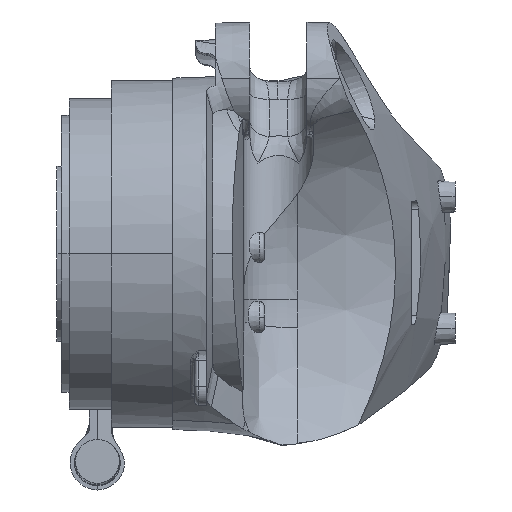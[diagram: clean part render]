
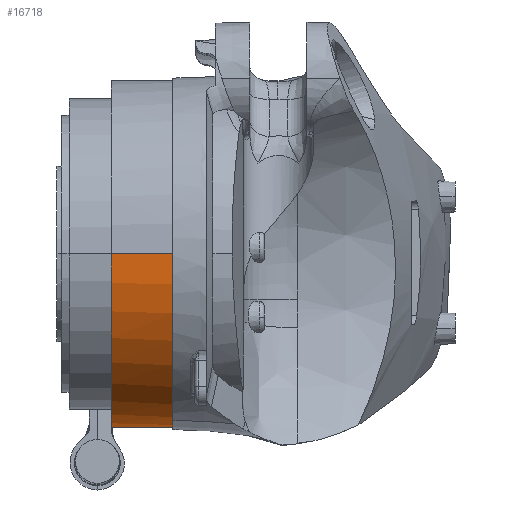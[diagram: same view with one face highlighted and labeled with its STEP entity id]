
A CAD part, left-side view. The second image highlights one B-rep face of the part: STEP entity #16718.
In plain terms, the highlighted cylindrical face has radius 197.5 mm (diameter 395 mm), a partial arc.
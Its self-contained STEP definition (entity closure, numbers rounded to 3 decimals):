
#110 = DIRECTION ( 'NONE',  ( -1., 0., 0. ) ) ;
#1768 = CIRCLE ( 'NONE', #22310, 197.5 ) ;
#2698 = CARTESIAN_POINT ( 'NONE',  ( -108.075, -122., 1269.726 ) ) ;
#2978 = DIRECTION ( 'NONE',  ( -1., 0., 0. ) ) ;
#3040 = CIRCLE ( 'NONE', #18352, 197.5 ) ;
#3053 = VERTEX_POINT ( 'NONE', #24696 ) ;
#3205 = CYLINDRICAL_SURFACE ( 'NONE', #24756, 197.5 ) ;
#3758 = AXIS2_PLACEMENT_3D ( 'NONE', #5304, #10917, #2978 ) ;
#3992 = ORIENTED_EDGE ( 'NONE', *, *, #14632, .F. ) ;
#4566 = VERTEX_POINT ( 'NONE', #16451 ) ;
#5122 = DIRECTION ( 'NONE',  ( 0., 1., 0. ) ) ;
#5304 = CARTESIAN_POINT ( 'NONE',  ( 89.425, -122., 1269.726 ) ) ;
#6543 = DIRECTION ( 'NONE',  ( -1., 0., 0. ) ) ;
#7667 = ORIENTED_EDGE ( 'NONE', *, *, #8460, .T. ) ;
#8273 = EDGE_CURVE ( 'NONE', #12363, #4566, #23097, .T. ) ;
#8460 = EDGE_CURVE ( 'NONE', #12736, #4566, #1768, .T. ) ;
#8519 = CARTESIAN_POINT ( 'NONE',  ( -108.075, -122., 1269.726 ) ) ;
#9999 = VERTEX_POINT ( 'NONE', #2698 ) ;
#10438 = CARTESIAN_POINT ( 'NONE',  ( 79.238, -52., 1072.489 ) ) ;
#10917 = DIRECTION ( 'NONE',  ( 0., -1., 0. ) ) ;
#10923 = VECTOR ( 'NONE', #18718, 1000. ) ;
#11822 = EDGE_LOOP ( 'NONE', ( #3992, #16553, #25455, #7667, #15851 ) ) ;
#12363 = VERTEX_POINT ( 'NONE', #12578 ) ;
#12578 = CARTESIAN_POINT ( 'NONE',  ( 286.925, -122., 1269.726 ) ) ;
#12736 = VERTEX_POINT ( 'NONE', #10438 ) ;
#13465 = FACE_OUTER_BOUND ( 'NONE', #11822, .T. ) ;
#14632 = EDGE_CURVE ( 'NONE', #9999, #12363, #21669, .T. ) ;
#14730 = VECTOR ( 'NONE', #25230, 1000. ) ;
#15022 = CARTESIAN_POINT ( 'NONE',  ( 89.425, -52., 1269.726 ) ) ;
#15851 = ORIENTED_EDGE ( 'NONE', *, *, #8273, .F. ) ;
#16451 = CARTESIAN_POINT ( 'NONE',  ( 286.925, -52., 1269.726 ) ) ;
#16553 = ORIENTED_EDGE ( 'NONE', *, *, #26611, .T. ) ;
#16718 = ADVANCED_FACE ( 'NONE', ( #13465 ), #3205, .T. ) ;
#16931 = CARTESIAN_POINT ( 'NONE',  ( 286.925, -122., 1269.726 ) ) ;
#18352 = AXIS2_PLACEMENT_3D ( 'NONE', #15022, #22844, #6543 ) ;
#18718 = DIRECTION ( 'NONE',  ( 0., 1., 0. ) ) ;
#20789 = EDGE_CURVE ( 'NONE', #3053, #12736, #3040, .T. ) ;
#21240 = LINE ( 'NONE', #8519, #14730 ) ;
#21669 = CIRCLE ( 'NONE', #3758, 197.5 ) ;
#22310 = AXIS2_PLACEMENT_3D ( 'NONE', #22834, #27092, #110 ) ;
#22834 = CARTESIAN_POINT ( 'NONE',  ( 89.425, -52., 1269.726 ) ) ;
#22844 = DIRECTION ( 'NONE',  ( 0., -1., 0. ) ) ;
#23097 = LINE ( 'NONE', #16931, #10923 ) ;
#23879 = CARTESIAN_POINT ( 'NONE',  ( 89.425, -122., 1269.726 ) ) ;
#24696 = CARTESIAN_POINT ( 'NONE',  ( -108.075, -52., 1269.726 ) ) ;
#24756 = AXIS2_PLACEMENT_3D ( 'NONE', #23879, #5122, #26364 ) ;
#25230 = DIRECTION ( 'NONE',  ( 0., 1., 0. ) ) ;
#25455 = ORIENTED_EDGE ( 'NONE', *, *, #20789, .T. ) ;
#26364 = DIRECTION ( 'NONE',  ( 1., 0., 0. ) ) ;
#26611 = EDGE_CURVE ( 'NONE', #9999, #3053, #21240, .T. ) ;
#27092 = DIRECTION ( 'NONE',  ( 0., -1., 0. ) ) ;
